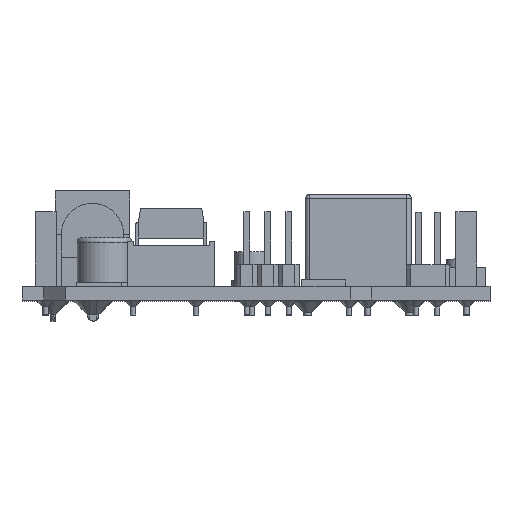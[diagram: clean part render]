
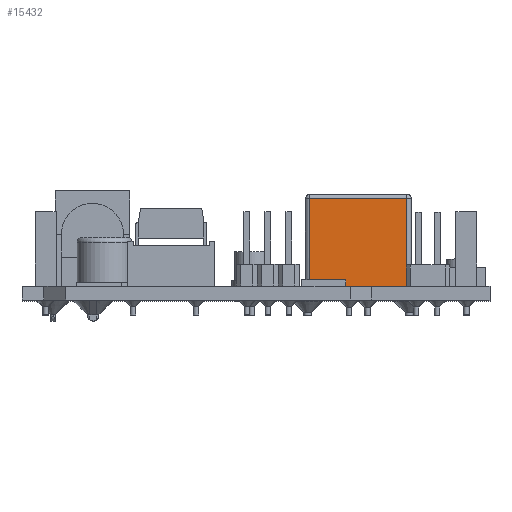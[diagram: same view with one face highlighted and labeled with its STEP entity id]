
A CAD part, top view. The second image highlights one B-rep face of the part: STEP entity #15432.
In plain terms, the highlighted planar face has unit normal (0, 0, 1).
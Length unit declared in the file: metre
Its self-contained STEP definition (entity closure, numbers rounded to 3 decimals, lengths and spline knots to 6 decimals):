
#260=PLANE('',#16715);
#1001=LINE('',#22986,#2708);
#1003=LINE('',#22996,#2710);
#1055=LINE('',#23122,#2762);
#1056=LINE('',#23124,#2763);
#2708=VECTOR('',#18762,1.);
#2710=VECTOR('',#18774,1.);
#2762=VECTOR('',#18904,1.);
#2763=VECTOR('',#18907,1.);
#5510=ORIENTED_EDGE('',*,*,#9245,.F.);
#5511=ORIENTED_EDGE('',*,*,#9240,.F.);
#5512=ORIENTED_EDGE('',*,*,#9307,.T.);
#5513=ORIENTED_EDGE('',*,*,#9308,.T.);
#9240=EDGE_CURVE('',#11246,#11253,#1001,.T.);
#9245=EDGE_CURVE('',#11253,#11254,#1003,.T.);
#9307=EDGE_CURVE('',#11246,#11289,#1055,.T.);
#9308=EDGE_CURVE('',#11289,#11254,#1056,.T.);
#11246=VERTEX_POINT('',#22965);
#11253=VERTEX_POINT('',#22987);
#11254=VERTEX_POINT('',#22993);
#11289=VERTEX_POINT('',#23117);
#12807=EDGE_LOOP('',(#5510,#5511,#5512,#5513));
#14130=FACE_BOUND('',#12807,.T.);
#15432=ADVANCED_FACE('',(#14130),#260,.T.);
#16715=AXIS2_PLACEMENT_3D('',#23123,#18905,#18906);
#18762=DIRECTION('',(1.,0.,0.));
#18774=DIRECTION('',(0.,-1.,0.));
#18904=DIRECTION('',(0.,-1.,0.));
#18905=DIRECTION('',(0.,0.,1.));
#18906=DIRECTION('',(1.,0.,0.));
#18907=DIRECTION('',(1.,0.,0.));
#22965=CARTESIAN_POINT('',(0.00615,0.0117,-0.0234));
#22986=CARTESIAN_POINT('',(0.00615,0.0117,-0.0234));
#22987=CARTESIAN_POINT('',(0.01725,0.0117,-0.0234));
#22993=CARTESIAN_POINT('',(0.01725,0.0016,-0.0234));
#22996=CARTESIAN_POINT('',(0.01725,0.0117,-0.0234));
#23117=CARTESIAN_POINT('',(0.00615,0.0016,-0.0234));
#23122=CARTESIAN_POINT('',(0.00615,0.0117,-0.0234));
#23123=CARTESIAN_POINT('',(0.00565,0.0016,-0.0234));
#23124=CARTESIAN_POINT('',(0.00565,0.0016,-0.0234));
